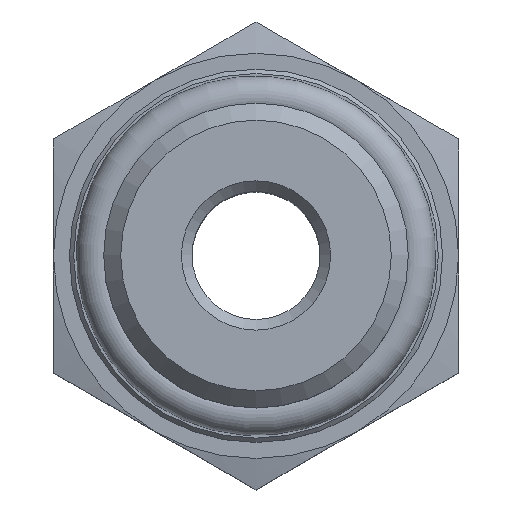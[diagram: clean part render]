
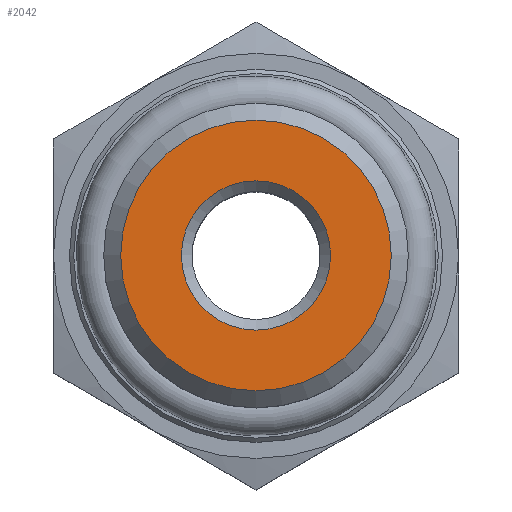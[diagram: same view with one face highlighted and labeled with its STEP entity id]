
A CAD part, top view. The second image highlights one B-rep face of the part: STEP entity #2042.
In plain terms, the highlighted planar face has unit normal (0, 0, 1).
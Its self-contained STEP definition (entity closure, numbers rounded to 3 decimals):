
#2011=CARTESIAN_POINT('',(3.5,0.,27.0));
#2012=VERTEX_POINT('',#2011);
#2013=CARTESIAN_POINT('',(0.0,0.0,27.0));
#2014=DIRECTION('',(0.0,0.0,1.0));
#2015=DIRECTION('',(-1.0,0.0,0.0));
#2016=AXIS2_PLACEMENT_3D('',#2013,#2014,#2015);
#2017=CIRCLE('',#2016,3.5);
#2018=EDGE_CURVE('',#2012,#2012,#2017,.T.);
#2023=CARTESIAN_POINT('',(0.,0.,27.0));
#2024=DIRECTION('',(0.0,0.0,1.0));
#2025=DIRECTION('',(1.0,0.0,0.0));
#2026=AXIS2_PLACEMENT_3D('',#2023,#2024,#2025);
#2027=PLANE('',#2026);
#2028=CARTESIAN_POINT('',(6.344,0.,27.0));
#2029=VERTEX_POINT('',#2028);
#2030=CARTESIAN_POINT('',(0.0,0.0,27.0));
#2031=DIRECTION('',(0.0,0.0,-1.0));
#2032=DIRECTION('',(-1.0,0.0,0.0));
#2033=AXIS2_PLACEMENT_3D('',#2030,#2031,#2032);
#2034=CIRCLE('',#2033,6.344);
#2035=EDGE_CURVE('',#2029,#2029,#2034,.T.);
#2036=ORIENTED_EDGE('',*,*,#2035,.F.);
#2037=EDGE_LOOP('',(#2036));
#2038=FACE_OUTER_BOUND('',#2037,.T.);
#2039=ORIENTED_EDGE('',*,*,#2018,.F.);
#2040=EDGE_LOOP('',(#2039));
#2041=FACE_BOUND('',#2040,.T.);
#2042=ADVANCED_FACE('',(#2038,#2041),#2027,.T.);
